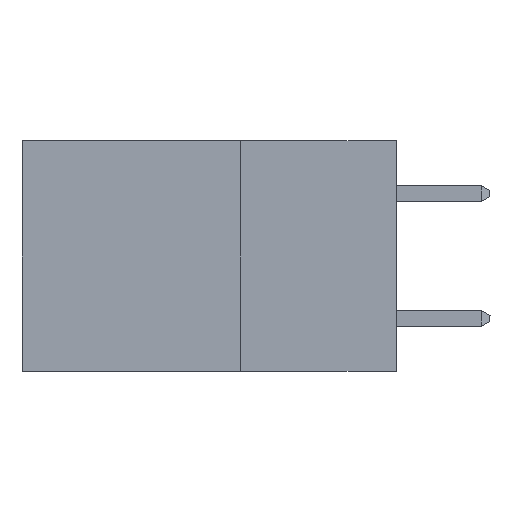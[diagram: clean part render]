
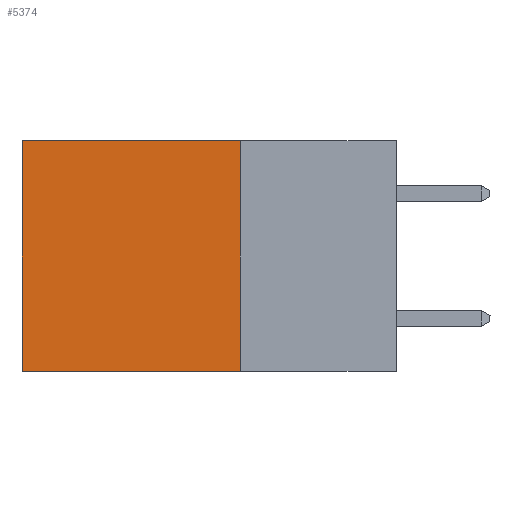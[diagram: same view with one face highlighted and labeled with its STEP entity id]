
A CAD part, left-side view. The second image highlights one B-rep face of the part: STEP entity #5374.
In plain terms, the highlighted planar face has unit normal (-1, 0, 0).
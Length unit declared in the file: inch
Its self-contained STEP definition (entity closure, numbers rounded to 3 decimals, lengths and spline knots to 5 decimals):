
#117 = VECTOR ( 'NONE', #1702, 39.37008 ) ;
#336 = ORIENTED_EDGE ( 'NONE', *, *, #5416, .T. ) ;
#534 = FACE_OUTER_BOUND ( 'NONE', #2753, .T. ) ;
#1702 = DIRECTION ( 'NONE',  ( 0., 0., -1. ) ) ;
#1927 = ORIENTED_EDGE ( 'NONE', *, *, #3342, .F. ) ;
#1982 = CARTESIAN_POINT ( 'NONE',  ( 0.2615, 0.6, -0.37 ) ) ;
#2155 = LINE ( 'NONE', #8366, #5726 ) ;
#2381 = DIRECTION ( 'NONE',  ( 0., 0., -1. ) ) ;
#2521 = DIRECTION ( 'NONE',  ( 1., 0., 0. ) ) ;
#2601 = EDGE_CURVE ( 'NONE', #16813, #9076, #12870, .T. ) ;
#2753 = EDGE_LOOP ( 'NONE', ( #336, #1927, #15125, #8785 ) ) ;
#2850 = CARTESIAN_POINT ( 'NONE',  ( 0.2615, 0.25, -0.37 ) ) ;
#3190 = PLANE ( 'NONE',  #7397 ) ;
#3342 = EDGE_CURVE ( 'NONE', #14487, #13352, #2155, .T. ) ;
#3786 = DIRECTION ( 'NONE',  ( 0., 0., -1. ) ) ;
#5374 = ADVANCED_FACE ( 'NONE', ( #534 ), #3190, .F. ) ;
#5416 = EDGE_CURVE ( 'NONE', #9076, #13352, #10761, .T. ) ;
#5726 = VECTOR ( 'NONE', #8361, 39.37008 ) ;
#5951 = VECTOR ( 'NONE', #13741, 39.37008 ) ;
#7165 = CARTESIAN_POINT ( 'NONE',  ( 0.2615, 0.6, 0. ) ) ;
#7184 = CARTESIAN_POINT ( 'NONE',  ( 0.2615, 0.6, -0.37 ) ) ;
#7397 = AXIS2_PLACEMENT_3D ( 'NONE', #2850, #2521, #2381 ) ;
#8361 = DIRECTION ( 'NONE',  ( 0., 1., 0. ) ) ;
#8366 = CARTESIAN_POINT ( 'NONE',  ( 0.2615, 0.25, -0.37 ) ) ;
#8785 = ORIENTED_EDGE ( 'NONE', *, *, #2601, .T. ) ;
#8903 = VECTOR ( 'NONE', #3786, 39.37008 ) ;
#9076 = VERTEX_POINT ( 'NONE', #7165 ) ;
#9306 = LINE ( 'NONE', #16686, #8903 ) ;
#10761 = LINE ( 'NONE', #1982, #117 ) ;
#12537 = CARTESIAN_POINT ( 'NONE',  ( 0.2615, 0.25, 0. ) ) ;
#12870 = LINE ( 'NONE', #13766, #5951 ) ;
#13352 = VERTEX_POINT ( 'NONE', #7184 ) ;
#13741 = DIRECTION ( 'NONE',  ( 0., 1., 0. ) ) ;
#13766 = CARTESIAN_POINT ( 'NONE',  ( 0.2615, 0.25, 0. ) ) ;
#14307 = EDGE_CURVE ( 'NONE', #16813, #14487, #9306, .T. ) ;
#14487 = VERTEX_POINT ( 'NONE', #15766 ) ;
#15125 = ORIENTED_EDGE ( 'NONE', *, *, #14307, .F. ) ;
#15766 = CARTESIAN_POINT ( 'NONE',  ( 0.2615, 0.25, -0.37 ) ) ;
#16686 = CARTESIAN_POINT ( 'NONE',  ( 0.2615, 0.25, -0.37 ) ) ;
#16813 = VERTEX_POINT ( 'NONE', #12537 ) ;
